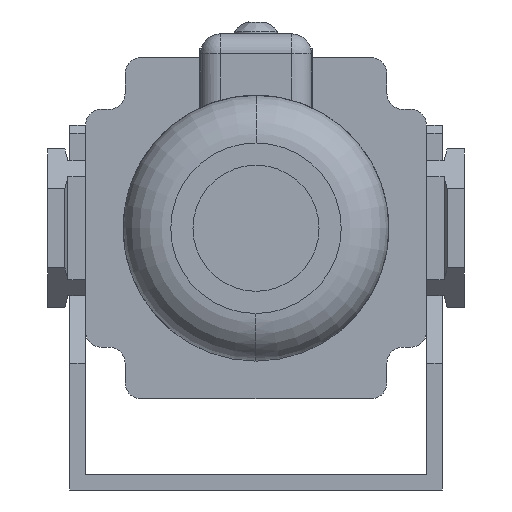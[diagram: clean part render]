
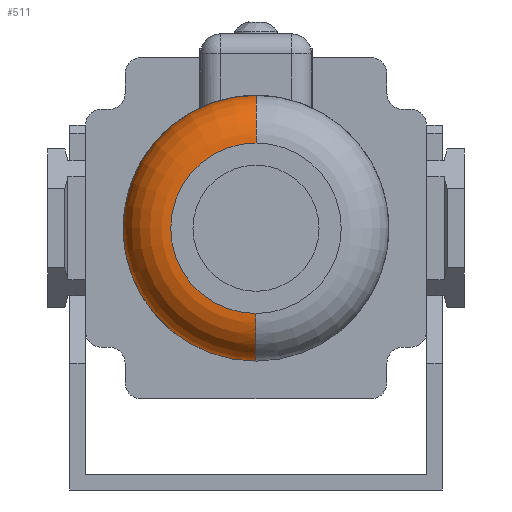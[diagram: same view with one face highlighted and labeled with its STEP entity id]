
A CAD part, front view. The second image highlights one B-rep face of the part: STEP entity #511.
In plain terms, the highlighted toroidal (fillet/blend) face has major radius 10.75 mm and minor radius 6 mm.
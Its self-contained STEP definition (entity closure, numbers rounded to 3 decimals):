
#127 = CARTESIAN_POINT ( 'NONE',  ( 0., -100.77, 16.594 ) ) ;
#149 = AXIS2_PLACEMENT_3D ( 'NONE', #5162, #2724, #420 ) ;
#157 = CARTESIAN_POINT ( 'NONE',  ( 0., -104.443, 13.772 ) ) ;
#226 = DIRECTION ( 'NONE',  ( 0., 0., -1. ) ) ;
#257 = CARTESIAN_POINT ( 'NONE',  ( 0., -100.77, -16.594 ) ) ;
#372 = CARTESIAN_POINT ( 'NONE',  ( 0., -105.2, -11.535 ) ) ;
#420 = DIRECTION ( 'NONE',  ( 1., 0., 0. ) ) ;
#511 = ADVANCED_FACE ( 'NONE', ( #1649 ), #4232, .T. ) ;
#669 = DIRECTION ( 'NONE',  ( 0., -1., 0. ) ) ;
#679 = DIRECTION ( 'NONE',  ( 0., -1., 0. ) ) ;
#763 = ORIENTED_EDGE ( 'NONE', *, *, #1790, .F. ) ;
#817 = CARTESIAN_POINT ( 'NONE',  ( 0., -105.2, 10.75 ) ) ;
#834 = ORIENTED_EDGE ( 'NONE', *, *, #2526, .T. ) ;
#918 = CARTESIAN_POINT ( 'NONE',  ( 0., -99.985, 16.75 ) ) ;
#929 = VERTEX_POINT ( 'NONE', #4088 ) ;
#1562 = AXIS2_PLACEMENT_3D ( 'NONE', #5011, #679, #1785 ) ;
#1649 = FACE_OUTER_BOUND ( 'NONE', #3431, .T. ) ;
#1755 = CARTESIAN_POINT ( 'NONE',  ( 0., -105.044, 12.32 ) ) ;
#1785 = DIRECTION ( 'NONE',  ( 0., 0., -1. ) ) ;
#1790 = EDGE_CURVE ( 'NONE', #2178, #3782, #2834, .T. ) ;
#1804 = CARTESIAN_POINT ( 'NONE',  ( 0., -102.222, -15.993 ) ) ;
#1856 = CARTESIAN_POINT ( 'NONE',  ( 0., -103.998, -14.437 ) ) ;
#2032 = CARTESIAN_POINT ( 'NONE',  ( 0., -105.2, 10.75 ) ) ;
#2142 = ORIENTED_EDGE ( 'NONE', *, *, #5071, .T. ) ;
#2178 = VERTEX_POINT ( 'NONE', #3046 ) ;
#2243 = CARTESIAN_POINT ( 'NONE',  ( 0., -105.2, 0. ) ) ;
#2346 = CARTESIAN_POINT ( 'NONE',  ( 0., -102.887, -15.548 ) ) ;
#2526 = EDGE_CURVE ( 'NONE', #2178, #929, #4670, .T. ) ;
#2724 = DIRECTION ( 'NONE',  ( 0., -1., 0. ) ) ;
#2834 = B_SPLINE_CURVE_WITH_KNOTS ( 'NONE', 3,
 ( #3719, #918, #127, #4532, #3248, #4112, #157, #1755, #4891, #2032 ),
 .UNSPECIFIED., .F., .F.,
 ( 4, 2, 2, 2, 4 ),
 ( 0., 0.393, 0.785, 1.178, 1.571 ),
 .UNSPECIFIED. ) ;
#3046 = CARTESIAN_POINT ( 'NONE',  ( 0., -99.2, 16.75 ) ) ;
#3248 = CARTESIAN_POINT ( 'NONE',  ( 0., -102.887, 15.548 ) ) ;
#3262 = EDGE_CURVE ( 'NONE', #3782, #4868, #3343, .T. ) ;
#3343 = CIRCLE ( 'NONE', #3503, 10.75 ) ;
#3431 = EDGE_LOOP ( 'NONE', ( #834, #2142, #4197, #763 ) ) ;
#3433 = CARTESIAN_POINT ( 'NONE',  ( 0., -99.985, -16.75 ) ) ;
#3503 = AXIS2_PLACEMENT_3D ( 'NONE', #2243, #669, #226 ) ;
#3550 = CARTESIAN_POINT ( 'NONE',  ( 0., -105.2, -10.75 ) ) ;
#3701 = CARTESIAN_POINT ( 'NONE',  ( 0., -99.2, -16.75 ) ) ;
#3719 = CARTESIAN_POINT ( 'NONE',  ( 0., -99.2, 16.75 ) ) ;
#3782 = VERTEX_POINT ( 'NONE', #817 ) ;
#4088 = CARTESIAN_POINT ( 'NONE',  ( 0., -99.2, -16.75 ) ) ;
#4112 = CARTESIAN_POINT ( 'NONE',  ( 0., -103.998, 14.437 ) ) ;
#4197 = ORIENTED_EDGE ( 'NONE', *, *, #3262, .F. ) ;
#4232 = TOROIDAL_SURFACE ( 'NONE', #149, 10.75, 6. ) ;
#4336 = CARTESIAN_POINT ( 'NONE',  ( 0., -105.044, -12.32 ) ) ;
#4532 = CARTESIAN_POINT ( 'NONE',  ( 0., -102.222, 15.993 ) ) ;
#4670 = CIRCLE ( 'NONE', #1562, 16.75 ) ;
#4817 = B_SPLINE_CURVE_WITH_KNOTS ( 'NONE', 3,
 ( #3701, #3433, #257, #1804, #2346, #1856, #5030, #4336, #372, #3550 ),
 .UNSPECIFIED., .F., .F.,
 ( 4, 2, 2, 2, 4 ),
 ( 0., 0.393, 0.785, 1.178, 1.571 ),
 .UNSPECIFIED. ) ;
#4847 = CARTESIAN_POINT ( 'NONE',  ( 0., -105.2, -10.75 ) ) ;
#4868 = VERTEX_POINT ( 'NONE', #4847 ) ;
#4891 = CARTESIAN_POINT ( 'NONE',  ( 0., -105.2, 11.535 ) ) ;
#5011 = CARTESIAN_POINT ( 'NONE',  ( 0., -99.2, 0. ) ) ;
#5030 = CARTESIAN_POINT ( 'NONE',  ( 0., -104.443, -13.772 ) ) ;
#5071 = EDGE_CURVE ( 'NONE', #929, #4868, #4817, .T. ) ;
#5162 = CARTESIAN_POINT ( 'NONE',  ( 0., -99.2, 0. ) ) ;
